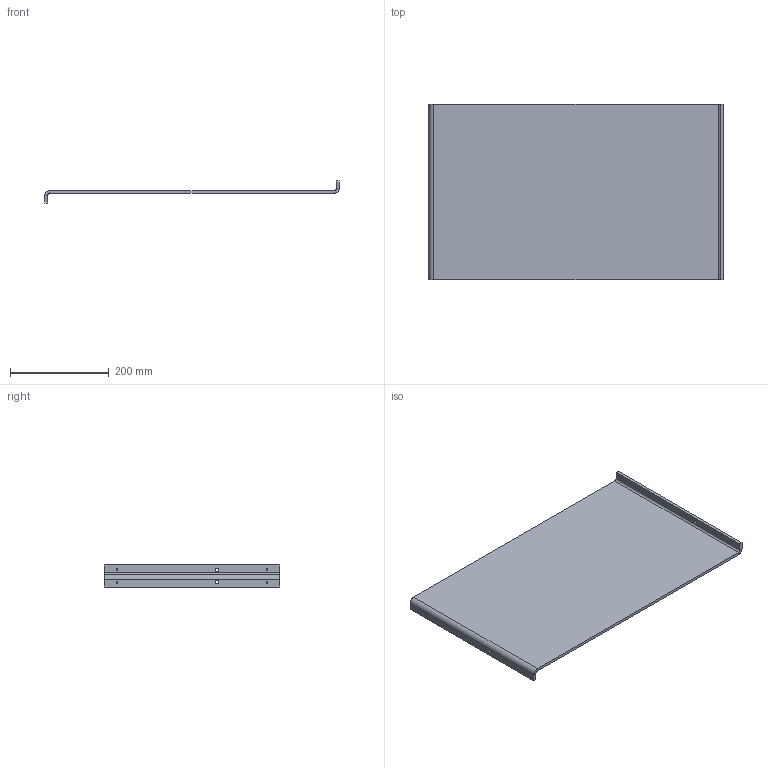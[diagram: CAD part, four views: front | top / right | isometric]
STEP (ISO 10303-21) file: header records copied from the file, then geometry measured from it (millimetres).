
FILE_DESCRIPTION(/* description */ (''),/* implementation_level */ '2;1');
FILE_NAME(/* name */ 'Upper Cross Brace reverse.ipt.stp',/* time_stamp */ '2014-12-18T16:49:42-08:00',/* author */ ('Autodesk Inc.'),/* organization */ ('Autodesk Inc.'),/* preprocessor_version */ 'ST-DEVELOPER v15.6',/* originating_system */ 'Autodesk Inventor 2015',/* authorisation */ '');
FILE_SCHEMA (('AUTOMOTIVE_DESIGN { 1 0 10303 214 3 1 1 }'));
Length unit declared in the file: inch
Products named in the file (1): Upper Cross Brace reverse
Bounding box: 597.6 x 355.6 x 44.8 mm (x, y, z)
Volume: 1344376.3 mm3; surface area: 460456.2 mm2
Topology: 1 solids, 1 shells, 28 faces, 62 edges, 36 vertices
Faces by surface type: plane 18, cylinder 10
Full cylindrical faces by diameter (mm): 3.251 x4, 6.731 x2
Entity records: 785 total; most frequent: DIRECTION 134, CARTESIAN_POINT 121, ORIENTED_EDGE 112, EDGE_CURVE 56, AXIS2_PLACEMENT_3D 49, EDGE_LOOP 46, LINE 36, VECTOR 36
